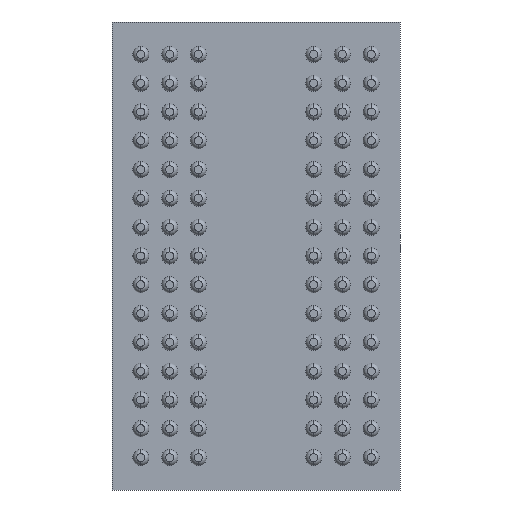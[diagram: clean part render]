
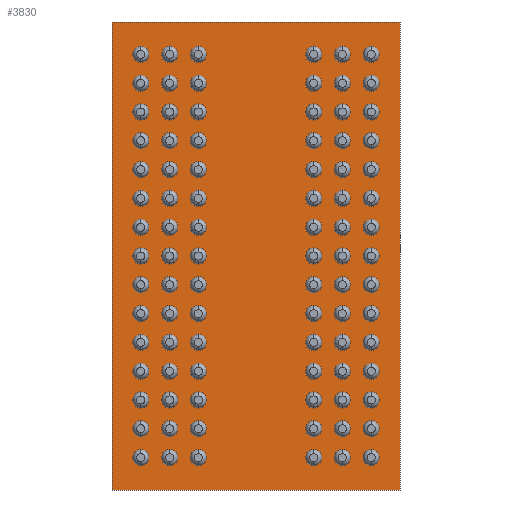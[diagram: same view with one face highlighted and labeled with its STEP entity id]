
A CAD part, front view. The second image highlights one B-rep face of the part: STEP entity #3830.
In plain terms, the highlighted planar face has unit normal (0, -1, 0).
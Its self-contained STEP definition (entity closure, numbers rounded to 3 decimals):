
#128 = EDGE_LOOP ( 'NONE', ( #8590, #6002, #6063, #9352 ) ) ;
#778 = DIRECTION ( 'NONE',  ( 0., 0., 1. ) ) ;
#1297 = PLANE ( 'NONE',  #6402 ) ;
#1652 = LINE ( 'NONE', #8309, #3418 ) ;
#1677 = EDGE_CURVE ( 'NONE', #5928, #4166, #4187, .T. ) ;
#1951 = EDGE_CURVE ( 'NONE', #5206, #3308, #3961, .T. ) ;
#2920 = VECTOR ( 'NONE', #8517, 1000. ) ;
#3308 = VERTEX_POINT ( 'NONE', #5078 ) ;
#3317 = CARTESIAN_POINT ( 'NONE',  ( -4., 0.325, -6.5 ) ) ;
#3362 = DIRECTION ( 'NONE',  ( 0., 0., -1. ) ) ;
#3418 = VECTOR ( 'NONE', #6823, 1000. ) ;
#3722 = VECTOR ( 'NONE', #3362, 1000. ) ;
#3830 = ADVANCED_FACE ( 'NONE', ( #9684 ), #1297, .T. ) ;
#3961 = LINE ( 'NONE', #6324, #3722 ) ;
#4166 = VERTEX_POINT ( 'NONE', #4577 ) ;
#4187 = LINE ( 'NONE', #8988, #7227 ) ;
#4347 = DIRECTION ( 'NONE',  ( 0., -1., 0. ) ) ;
#4577 = CARTESIAN_POINT ( 'NONE',  ( -4., 0.325, 6.5 ) ) ;
#4891 = LINE ( 'NONE', #3317, #2920 ) ;
#5078 = CARTESIAN_POINT ( 'NONE',  ( 4., 0.325, -6.5 ) ) ;
#5206 = VERTEX_POINT ( 'NONE', #8364 ) ;
#5928 = VERTEX_POINT ( 'NONE', #8811 ) ;
#6002 = ORIENTED_EDGE ( 'NONE', *, *, #7480, .F. ) ;
#6063 = ORIENTED_EDGE ( 'NONE', *, *, #1677, .F. ) ;
#6324 = CARTESIAN_POINT ( 'NONE',  ( 4., 0.325, 6.5 ) ) ;
#6402 = AXIS2_PLACEMENT_3D ( 'NONE', #8080, #4347, #9586 ) ;
#6823 = DIRECTION ( 'NONE',  ( 1., 0., 0. ) ) ;
#7227 = VECTOR ( 'NONE', #778, 1000. ) ;
#7480 = EDGE_CURVE ( 'NONE', #4166, #5206, #1652, .T. ) ;
#8080 = CARTESIAN_POINT ( 'NONE',  ( 0., 0.325, 0. ) ) ;
#8309 = CARTESIAN_POINT ( 'NONE',  ( -4., 0.325, 6.5 ) ) ;
#8324 = EDGE_CURVE ( 'NONE', #3308, #5928, #4891, .T. ) ;
#8364 = CARTESIAN_POINT ( 'NONE',  ( 4., 0.325, 6.5 ) ) ;
#8517 = DIRECTION ( 'NONE',  ( -1., 0., 0. ) ) ;
#8590 = ORIENTED_EDGE ( 'NONE', *, *, #1951, .F. ) ;
#8811 = CARTESIAN_POINT ( 'NONE',  ( -4., 0.325, -6.5 ) ) ;
#8988 = CARTESIAN_POINT ( 'NONE',  ( -4., 0.325, 6.5 ) ) ;
#9352 = ORIENTED_EDGE ( 'NONE', *, *, #8324, .F. ) ;
#9586 = DIRECTION ( 'NONE',  ( 0., 0., -1. ) ) ;
#9684 = FACE_OUTER_BOUND ( 'NONE', #128, .T. ) ;
